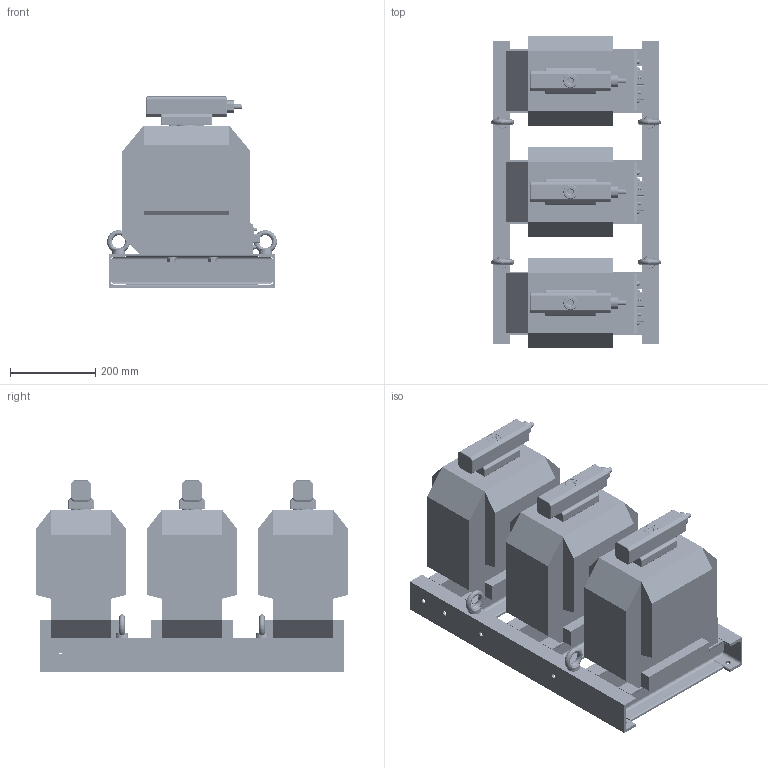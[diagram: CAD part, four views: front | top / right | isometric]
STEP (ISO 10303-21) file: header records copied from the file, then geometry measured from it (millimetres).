
FILE_DESCRIPTION(('STEP AP242'), '1');
FILE_NAME('ÀÄØÏ.1.757.004 ÍÀËÈ-ÝÊ-10 Ì3Ï 3-6-10êÂ', '', ('UNSPECIFIED'), ('UNSPECIFIED'), 'ASCON STEP Converter 1.6', 'ASCON Math Kernel', '');
FILE_SCHEMA(('AP242_MANAGED_MODEL_BASED_3D_ENGINEERING_MIM_LF { 1 0 10303 442 1 1 4 }'));
Length unit declared in the file: millimetre
Products named in the file (36): 鎗鵻罻 楟.8.211.004
Assembly tree (107 placements, depth 5):
  (unnamed)
    (unnamed)  x6
      (unnamed)
    (unnamed)
      (unnamed)
    (unnamed)
      (unnamed)
    (unnamed)  x4
    (unnamed)  x16
    (unnamed)  x16
    (unnamed)  x4
    (unnamed)  x12
    (unnamed)  x3
      (unnamed)
      (unnamed)
      (unnamed)
      鎗鵻罻 楟.8.211.004
      (unnamed)
      (unnamed)
      (unnamed)
        (unnamed)
        (unnamed)
          (unnamed)
          (unnamed)
          (unnamed)
          (unnamed)
          (unnamed)
        (unnamed)
        (unnamed)
        (unnamed)
        (unnamed)
      (unnamed)
      (unnamed)
        (unnamed)
        (unnamed)
        (unnamed)
Bounding box: 397.77 x 730 x 448.5 mm (x, y, z)
Volume: 50103332.8 mm3; surface area: 2740243.2 mm2
Topology: 210 solids, 210 shells, 5628 faces, 13235 edges, 8203 vertices
Faces by surface type: plane 2744, cylinder 1288, extrusion 531, torus 517, cone 372, sphere 93, bspline 83
Full cylindrical faces by diameter (mm): 0.007 x3, 2 x24, 2.5 x6, 4 x54, 4.134 x6, 4.917 x21, 5 x12, 5.5 x6, 6 x21, 6.4 x21, 6.8 x12, 7 x3, 8 x15, 8.376 x3, 8.4 x3, 8.5 x1, 8.95 x3, 10 x63, 10.106 x12, 10.376 x4, 10.5 x3, 11 x4, 11.16 x12, 12 x40, 12.114 x3, 13 x31, 14 x18, 15 x6, 17 x42, 17.294 x3
Entity records: 79727 total; most frequent: CARTESIAN_POINT 35849, ORIENTED_EDGE 5892, DIRECTION 5887, EDGE_CURVE 2946, AXIS2_PLACEMENT_3D 2112, VERTEX_POINT 2001, EDGE_LOOP 1739, VECTOR 1663
